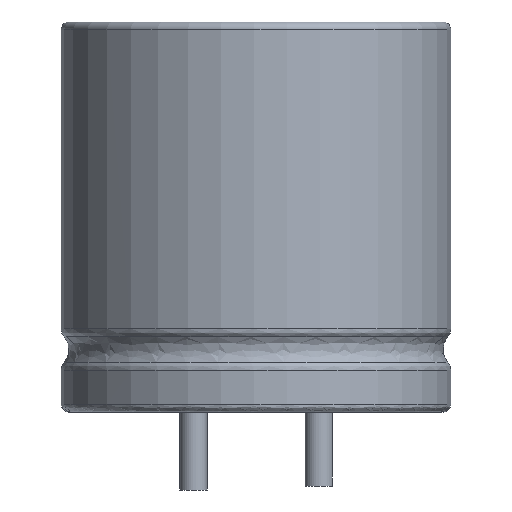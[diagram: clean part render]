
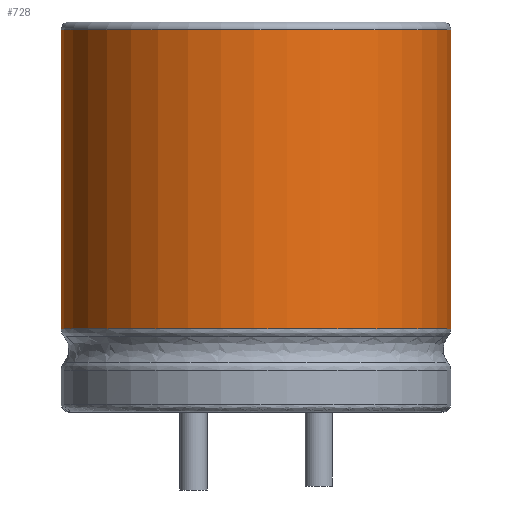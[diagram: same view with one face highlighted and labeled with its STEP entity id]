
A CAD part, left-side view. The second image highlights one B-rep face of the part: STEP entity #728.
In plain terms, the highlighted cylindrical face has radius 5 mm (diameter 10 mm), a partial arc.
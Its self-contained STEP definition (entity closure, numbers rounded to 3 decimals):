
#12=DIRECTION('',(0.,0.,1.));
#102=DIRECTION('',(0.,-0.,-1.));
#103=DIRECTION('',(0.462,-0.887,0.));
#224=VECTOR('',#12,1.);
#520=VERTEX_POINT('',#521);
#521=CARTESIAN_POINT('',(3.559,-4.435,2.135));
#529=ORIENTED_EDGE('',*,*,#530,.T.);
#530=EDGE_CURVE('',#520,#531,#533,.T.);
#531=VERTEX_POINT('',#532);
#532=CARTESIAN_POINT('',(6.019,-1.504,2.135));
#533=B_SPLINE_CURVE_WITH_KNOTS('',12,(#534,#535,#536,#537,#538,#539,#540,#541,#542,#543,#544,#545,#546,#547,#548,#549,#550,#551,#552,#553,#554,#555,#556,#557,#558,#559,#560,#561,#562,#563,#564,#565,#566,#567,#568),.UNSPECIFIED.,.F.,.F.,(13,11,11,13),(-1.171,0.,27.489,28.66),.UNSPECIFIED.);
#534=CARTESIAN_POINT('',(4.598,-3.894,2.135));
#535=CARTESIAN_POINT('',(4.51,-3.94,2.135));
#536=CARTESIAN_POINT('',(4.423,-3.985,2.135));
#537=CARTESIAN_POINT('',(4.336,-4.03,2.135));
#538=CARTESIAN_POINT('',(4.25,-4.075,2.135));
#539=CARTESIAN_POINT('',(4.163,-4.121,2.135));
#540=CARTESIAN_POINT('',(4.076,-4.166,2.135));
#541=CARTESIAN_POINT('',(3.99,-4.211,2.135));
#542=CARTESIAN_POINT('',(3.903,-4.256,2.135));
#543=CARTESIAN_POINT('',(3.817,-4.301,2.135));
#544=CARTESIAN_POINT('',(3.731,-4.345,2.135));
#545=CARTESIAN_POINT('',(3.645,-4.39,2.135));
#546=CARTESIAN_POINT('',(1.541,-5.485,2.135));
#547=CARTESIAN_POINT('',(-1.029,-5.55,2.135));
#548=CARTESIAN_POINT('',(-3.594,-4.278,2.135));
#549=CARTESIAN_POINT('',(-5.316,-1.689,2.135));
#550=CARTESIAN_POINT('',(-5.611,1.416,2.135));
#551=CARTESIAN_POINT('',(-4.326,4.679,2.135));
#552=CARTESIAN_POINT('',(-1.336,6.511,2.135));
#553=CARTESIAN_POINT('',(1.773,6.759,2.135));
#554=CARTESIAN_POINT('',(4.622,5.513,2.135));
#555=CARTESIAN_POINT('',(6.32,3.209,2.135));
#556=CARTESIAN_POINT('',(6.703,0.666,2.135));
#557=CARTESIAN_POINT('',(5.989,-1.596,2.135));
#558=CARTESIAN_POINT('',(5.96,-1.689,2.135));
#559=CARTESIAN_POINT('',(5.931,-1.781,2.135));
#560=CARTESIAN_POINT('',(5.902,-1.874,2.135));
#561=CARTESIAN_POINT('',(5.872,-1.967,2.135));
#562=CARTESIAN_POINT('',(5.843,-2.06,2.135));
#563=CARTESIAN_POINT('',(5.814,-2.153,2.135));
#564=CARTESIAN_POINT('',(5.784,-2.246,2.135));
#565=CARTESIAN_POINT('',(5.755,-2.34,2.135));
#566=CARTESIAN_POINT('',(5.725,-2.433,2.135));
#567=CARTESIAN_POINT('',(5.696,-2.527,2.135));
#568=CARTESIAN_POINT('',(5.666,-2.621,2.135));
#728=ADVANCED_FACE('',(#729),#748,.T.);
#729=FACE_BOUND('',#730,.F.);
#730=EDGE_LOOP('',(#731,#529,#737,#743));
#731=ORIENTED_EDGE('',*,*,#732,.F.);
#732=EDGE_CURVE('',#520,#733,#735,.T.);
#733=VERTEX_POINT('',#734);
#734=CARTESIAN_POINT('',(3.559,-4.435,9.8));
#735=LINE('',#736,#224);
#736=CARTESIAN_POINT('',(3.559,-4.435,2.));
#737=ORIENTED_EDGE('',*,*,#738,.T.);
#738=EDGE_CURVE('',#531,#739,#741,.T.);
#739=VERTEX_POINT('',#740);
#740=CARTESIAN_POINT('',(6.019,-1.504,9.8));
#741=LINE('',#742,#224);
#742=CARTESIAN_POINT('',(6.019,-1.504,2.));
#743=ORIENTED_EDGE('',*,*,#744,.F.);
#744=EDGE_CURVE('',#733,#739,#745,.T.);
#745=CIRCLE('',#746,5.);
#746=AXIS2_PLACEMENT_3D('',#747,#102,#103);
#747=CARTESIAN_POINT('',(1.25,0.,9.8));
#748=CYLINDRICAL_SURFACE('',#749,5.);
#749=AXIS2_PLACEMENT_3D('',#750,#12,#103);
#750=CARTESIAN_POINT('',(1.25,0.,2.));
